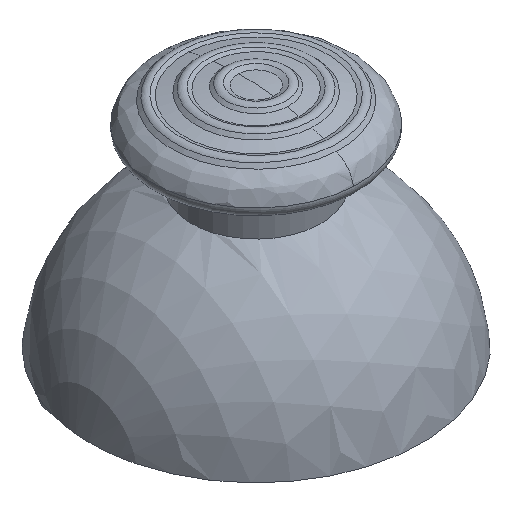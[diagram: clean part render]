
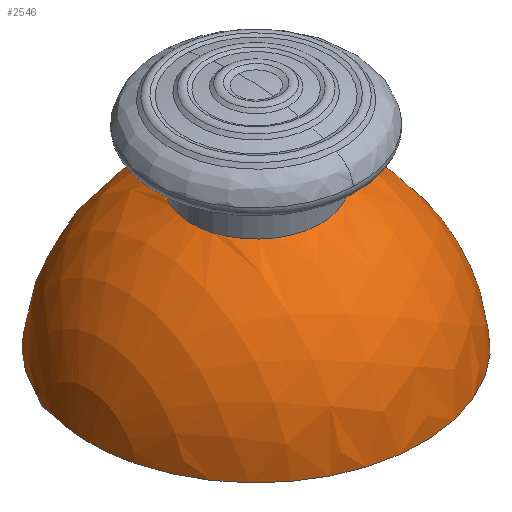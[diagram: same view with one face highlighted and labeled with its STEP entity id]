
A CAD part, isometric view. The second image highlights one B-rep face of the part: STEP entity #2546.
In plain terms, the highlighted spherical face has radius 13.389 mm.
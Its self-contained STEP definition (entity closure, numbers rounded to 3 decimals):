
#329=FACE_BOUND('',#589,.T.);
#366=SPHERICAL_SURFACE('',#2737,13.389);
#431=FACE_OUTER_BOUND('',#588,.T.);
#588=EDGE_LOOP('',(#1753,#1754,#1755,#1756));
#589=EDGE_LOOP('',(#1757));
#816=CIRCLE('',#2738,13.35);
#817=CIRCLE('',#2739,13.117);
#818=CIRCLE('',#2740,13.187);
#819=CIRCLE('',#2741,13.117);
#820=CIRCLE('',#2742,5.25);
#1090=VERTEX_POINT('',#3944);
#1091=VERTEX_POINT('',#3945);
#1092=VERTEX_POINT('',#3947);
#1093=VERTEX_POINT('',#3949);
#1094=VERTEX_POINT('',#3952);
#1350=EDGE_CURVE('',#1090,#1091,#816,.T.);
#1351=EDGE_CURVE('',#1091,#1092,#817,.T.);
#1352=EDGE_CURVE('',#1092,#1093,#818,.T.);
#1353=EDGE_CURVE('',#1093,#1090,#819,.T.);
#1354=EDGE_CURVE('',#1094,#1094,#820,.T.);
#1753=ORIENTED_EDGE('',*,*,#1350,.T.);
#1754=ORIENTED_EDGE('',*,*,#1351,.T.);
#1755=ORIENTED_EDGE('',*,*,#1352,.T.);
#1756=ORIENTED_EDGE('',*,*,#1353,.T.);
#1757=ORIENTED_EDGE('',*,*,#1354,.F.);
#2546=ADVANCED_FACE('',(#431,#329),#366,.T.);
#2737=AXIS2_PLACEMENT_3D('',#3943,#3088,#3089);
#2738=AXIS2_PLACEMENT_3D('',#3946,#3090,#3091);
#2739=AXIS2_PLACEMENT_3D('',#3948,#3092,#3093);
#2740=AXIS2_PLACEMENT_3D('',#3950,#3094,#3095);
#2741=AXIS2_PLACEMENT_3D('',#3951,#3096,#3097);
#2742=AXIS2_PLACEMENT_3D('',#3953,#3098,#3099);
#3088=DIRECTION('center_axis',(0.999,-0.055,0.));
#3089=DIRECTION('ref_axis',(0.055,0.999,0.));
#3090=DIRECTION('center_axis',(0.,0.,1.));
#3091=DIRECTION('ref_axis',(0.055,0.999,0.));
#3092=DIRECTION('center_axis',(0.154,-0.61,0.777));
#3093=DIRECTION('ref_axis',(0.986,0.145,-0.081));
#3094=DIRECTION('center_axis',(0.,0.,1.));
#3095=DIRECTION('ref_axis',(0.99,0.141,0.));
#3096=DIRECTION('center_axis',(-0.154,0.61,0.777));
#3097=DIRECTION('ref_axis',(0.975,0.224,0.018));
#3098=DIRECTION('center_axis',(0.,0.,1.));
#3099=DIRECTION('ref_axis',(0.055,0.999,0.));
#3943=CARTESIAN_POINT('Origin',(-41.2,8.454,6.284));
#3944=CARTESIAN_POINT('',(-29.325,14.553,7.3));
#3945=CARTESIAN_POINT('',(-27.853,8.725,7.3));
#3946=CARTESIAN_POINT('Origin',(-41.2,8.454,7.3));
#3947=CARTESIAN_POINT('',(-28.144,10.307,8.6));
#3948=CARTESIAN_POINT('Origin',(-40.787,6.818,8.367));
#3949=CARTESIAN_POINT('',(-28.83,13.022,8.6));
#3950=CARTESIAN_POINT('Origin',(-41.2,8.454,8.6));
#3951=CARTESIAN_POINT('Origin',(-41.613,10.09,8.367));
#3952=CARTESIAN_POINT('',(-41.486,3.212,18.6));
#3953=CARTESIAN_POINT('Origin',(-41.2,8.454,18.6));
